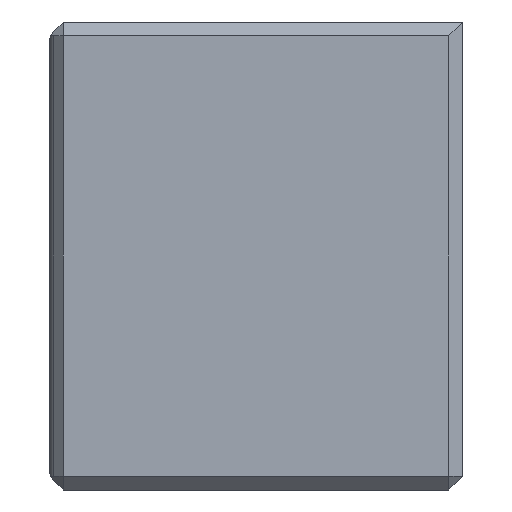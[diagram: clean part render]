
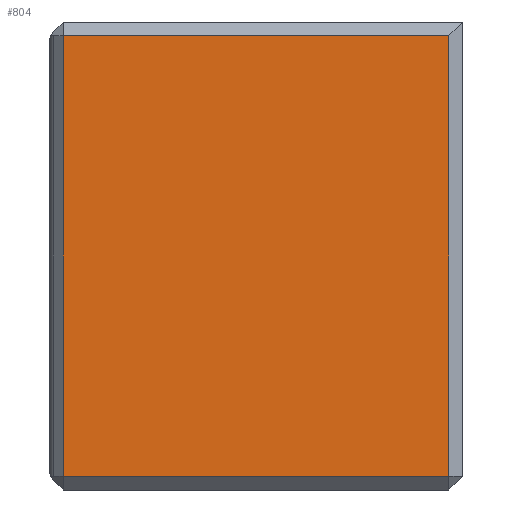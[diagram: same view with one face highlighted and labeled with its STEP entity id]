
A CAD part, left-side view. The second image highlights one B-rep face of the part: STEP entity #804.
In plain terms, the highlighted planar face has unit normal (-1, 0, 0).
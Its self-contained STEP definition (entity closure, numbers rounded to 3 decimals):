
#34=LINE('',#1206,#123);
#35=LINE('',#1209,#124);
#36=LINE('',#1211,#125);
#37=LINE('',#1213,#126);
#123=VECTOR('',#961,1000.);
#124=VECTOR('',#962,1000.);
#125=VECTOR('',#963,1000.);
#126=VECTOR('',#964,1000.);
#207=PLANE('',#871);
#256=ORIENTED_EDGE('',*,*,#482,.T.);
#257=ORIENTED_EDGE('',*,*,#483,.T.);
#258=ORIENTED_EDGE('',*,*,#484,.T.);
#259=ORIENTED_EDGE('',*,*,#485,.T.);
#482=EDGE_CURVE('',#595,#596,#34,.T.);
#483=EDGE_CURVE('',#596,#597,#35,.T.);
#484=EDGE_CURVE('',#597,#598,#36,.T.);
#485=EDGE_CURVE('',#598,#595,#37,.T.);
#595=VERTEX_POINT('',#1207);
#596=VERTEX_POINT('',#1208);
#597=VERTEX_POINT('',#1210);
#598=VERTEX_POINT('',#1212);
#667=EDGE_LOOP('',(#256,#257,#258,#259));
#731=FACE_BOUND('',#667,.T.);
#804=ADVANCED_FACE('',(#731),#207,.F.);
#871=AXIS2_PLACEMENT_3D('',#1205,#959,#960);
#959=DIRECTION('',(1.,0.,0.));
#960=DIRECTION('',(0.,-1.,0.));
#961=DIRECTION('',(0.,1.,0.));
#962=DIRECTION('',(0.,0.,-1.));
#963=DIRECTION('',(0.,-1.,0.));
#964=DIRECTION('',(0.,0.,1.));
#1205=CARTESIAN_POINT('',(0.,-10.,-6.));
#1206=CARTESIAN_POINT('',(0.,0.,4.5));
#1207=CARTESIAN_POINT('',(0.,-14.5,4.5));
#1208=CARTESIAN_POINT('',(0.,-0.5,4.5));
#1209=CARTESIAN_POINT('',(0.,-0.5,-12.));
#1210=CARTESIAN_POINT('',(0.,-0.5,-11.5));
#1211=CARTESIAN_POINT('',(0.,-10.,-11.5));
#1212=CARTESIAN_POINT('',(0.,-14.5,-11.5));
#1213=CARTESIAN_POINT('',(0.,-14.5,5.));
